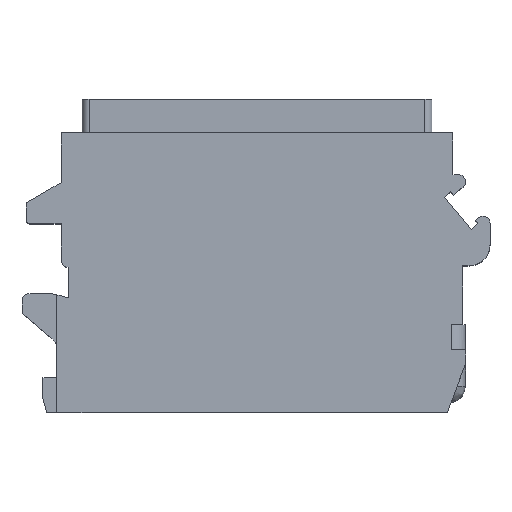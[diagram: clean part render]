
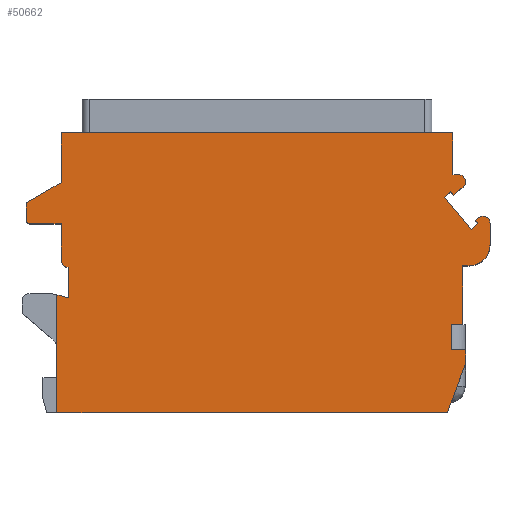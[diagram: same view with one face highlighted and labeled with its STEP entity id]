
A CAD part, top view. The second image highlights one B-rep face of the part: STEP entity #50662.
In plain terms, the highlighted planar face has unit normal (0, 0, 1).
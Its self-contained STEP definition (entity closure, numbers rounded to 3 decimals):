
#3435=CARTESIAN_POINT('',(15.15,12.,14.));
#3436=DIRECTION('',(0.,0.,1.));
#3437=DIRECTION('',(0.,-1.,0.));
#3438=AXIS2_PLACEMENT_3D('',#3435,#3436,#3437);
#3440=DIRECTION('',(-1.,0.,0.));
#3441=VECTOR('',#3440,0.45);
#3442=CARTESIAN_POINT('',(15.15,10.5,14.));
#3443=LINE('',#3442,#3441);
#3444=DIRECTION('',(0.,-1.,0.));
#3445=VECTOR('',#3444,4.2);
#3446=CARTESIAN_POINT('',(14.7,10.5,14.));
#3447=LINE('',#3446,#3445);
#3448=DIRECTION('',(-1.,0.,0.));
#3449=VECTOR('',#3448,0.8);
#3450=CARTESIAN_POINT('',(14.7,6.3,14.));
#3451=LINE('',#3450,#3449);
#3452=DIRECTION('',(0.,-1.,0.));
#3453=VECTOR('',#3452,1.8);
#3454=CARTESIAN_POINT('',(13.9,6.3,14.));
#3455=LINE('',#3454,#3453);
#3456=DIRECTION('',(1.,0.,0.));
#3457=VECTOR('',#3456,1.);
#3458=CARTESIAN_POINT('',(13.9,4.5,14.));
#3459=LINE('',#3458,#3457);
#3460=DIRECTION('',(0.,-1.,0.));
#3461=VECTOR('',#3460,1.);
#3462=CARTESIAN_POINT('',(14.9,4.5,14.));
#3463=LINE('',#3462,#3461);
#3464=DIRECTION('',(-0.348,-0.937,0.));
#3465=VECTOR('',#3464,3.734);
#3466=CARTESIAN_POINT('',(14.9,3.5,14.));
#3467=LINE('',#3466,#3465);
#3468=DIRECTION('',(1.,0.,0.));
#3469=VECTOR('',#3468,27.9);
#3470=CARTESIAN_POINT('',(-14.3,0.,14.));
#3471=LINE('',#3470,#3469);
#3472=DIRECTION('',(0.966,-0.259,0.));
#3473=VECTOR('',#3472,0.828);
#3474=CARTESIAN_POINT('',(-14.3,8.419,14.));
#3475=LINE('',#3474,#3473);
#3476=DIRECTION('',(0.,1.,0.));
#3477=VECTOR('',#3476,2.196);
#3478=CARTESIAN_POINT('',(-13.5,8.204,14.));
#3479=LINE('',#3478,#3477);
#3480=DIRECTION('',(0.,1.,0.));
#3481=VECTOR('',#3480,2.6);
#3482=CARTESIAN_POINT('',(-14.,10.9,14.));
#3483=LINE('',#3482,#3481);
#3484=DIRECTION('',(-1.,0.,0.));
#3485=VECTOR('',#3484,2.2);
#3486=CARTESIAN_POINT('',(-14.,13.5,14.));
#3487=LINE('',#3486,#3485);
#3488=DIRECTION('',(0.,1.,0.));
#3489=VECTOR('',#3488,1.2);
#3490=CARTESIAN_POINT('',(-16.5,13.8,14.));
#3491=LINE('',#3490,#3489);
#3492=DIRECTION('',(0.866,0.5,0.));
#3493=VECTOR('',#3492,2.887);
#3494=CARTESIAN_POINT('',(-16.5,15.,14.));
#3495=LINE('',#3494,#3493);
#3496=DIRECTION('',(0.,-1.,0.));
#3497=VECTOR('',#3496,3.557);
#3498=CARTESIAN_POINT('',(-14.,20.,14.));
#3499=LINE('',#3498,#3497);
#3500=DIRECTION('',(-1.,0.,0.));
#3501=VECTOR('',#3500,28.);
#3502=CARTESIAN_POINT('',(14.,20.,14.));
#3503=LINE('',#3502,#3501);
#3504=DIRECTION('',(0.,-1.,0.));
#3505=VECTOR('',#3504,3.);
#3506=CARTESIAN_POINT('',(14.,20.,14.));
#3507=LINE('',#3506,#3505);
#3508=DIRECTION('',(1.,0.,0.));
#3509=VECTOR('',#3508,0.4);
#3510=CARTESIAN_POINT('',(14.,17.,14.));
#3511=LINE('',#3510,#3509);
#3512=CARTESIAN_POINT('',(14.4,16.5,14.));
#3513=DIRECTION('',(0.,0.,1.));
#3514=DIRECTION('',(0.643,-0.766,0.));
#3515=AXIS2_PLACEMENT_3D('',#3512,#3513,#3514);
#3517=DIRECTION('',(-0.766,-0.643,0.));
#3518=VECTOR('',#3517,0.873);
#3519=CARTESIAN_POINT('',(14.721,16.117,14.));
#3520=LINE('',#3519,#3518);
#3521=DIRECTION('',(-0.643,0.766,0.));
#3522=VECTOR('',#3521,0.3);
#3523=CARTESIAN_POINT('',(14.052,15.556,14.));
#3524=LINE('',#3523,#3522);
#3525=DIRECTION('',(-0.766,-0.643,0.));
#3526=VECTOR('',#3525,0.6);
#3527=CARTESIAN_POINT('',(13.86,15.786,14.));
#3528=LINE('',#3527,#3526);
#3529=DIRECTION('',(0.643,-0.766,0.));
#3530=VECTOR('',#3529,3.);
#3531=CARTESIAN_POINT('',(13.4,15.4,14.));
#3532=LINE('',#3531,#3530);
#3533=DIRECTION('',(0.766,0.643,0.));
#3534=VECTOR('',#3533,0.6);
#3535=CARTESIAN_POINT('',(15.328,13.102,14.));
#3536=LINE('',#3535,#3534);
#3537=DIRECTION('',(-0.643,0.766,0.));
#3538=VECTOR('',#3537,0.3);
#3539=CARTESIAN_POINT('',(15.788,13.488,14.));
#3540=LINE('',#3539,#3538);
#3541=DIRECTION('',(0.766,0.643,0.));
#3542=VECTOR('',#3541,0.305);
#3543=CARTESIAN_POINT('',(15.595,13.717,14.));
#3544=LINE('',#3543,#3542);
#3545=DIRECTION('',(0.,1.,0.));
#3546=VECTOR('',#3545,1.53);
#3547=CARTESIAN_POINT('',(16.65,12.,14.));
#3548=LINE('',#3547,#3546);
#3732=DIRECTION('',(0.,-1.,0.));
#3733=VECTOR('',#3732,8.419);
#3734=CARTESIAN_POINT('',(-14.3,8.419,14.));
#3735=LINE('',#3734,#3733);
#3830=CARTESIAN_POINT('',(-13.5,10.9,14.));
#3831=DIRECTION('',(0.,0.,1.));
#3832=DIRECTION('',(-1.,0.,0.));
#3833=AXIS2_PLACEMENT_3D('',#3830,#3831,#3832);
#3852=CARTESIAN_POINT('',(-16.2,13.8,14.));
#3853=DIRECTION('',(0.,0.,1.));
#3854=DIRECTION('',(-1.,0.,0.));
#3855=AXIS2_PLACEMENT_3D('',#3852,#3853,#3854);
#3986=CARTESIAN_POINT('',(16.15,13.53,14.));
#3987=DIRECTION('',(0.,0.,1.));
#3988=DIRECTION('',(1.,0.,0.));
#3989=AXIS2_PLACEMENT_3D('',#3986,#3987,#3988);
#37835=CARTESIAN_POINT('',(-16.5,15.,14.));
#37836=CARTESIAN_POINT('',(-14.,16.443,14.));
#37837=VERTEX_POINT('',#37835);
#37838=VERTEX_POINT('',#37836);
#37839=CARTESIAN_POINT('',(-14.,20.,14.));
#37840=VERTEX_POINT('',#37839);
#37841=CARTESIAN_POINT('',(-13.5,8.204,14.));
#37843=VERTEX_POINT('',#37841);
#37845=CARTESIAN_POINT('',(-14.,13.5,14.));
#37847=VERTEX_POINT('',#37845);
#37850=CARTESIAN_POINT('',(-16.5,13.8,14.));
#37852=VERTEX_POINT('',#37850);
#37853=CARTESIAN_POINT('',(-16.2,13.5,14.));
#37854=VERTEX_POINT('',#37853);
#37858=CARTESIAN_POINT('',(-14.,10.9,14.));
#37860=VERTEX_POINT('',#37858);
#37861=CARTESIAN_POINT('',(-13.5,10.4,14.));
#37862=VERTEX_POINT('',#37861);
#37870=CARTESIAN_POINT('',(-14.3,0.,14.));
#37872=VERTEX_POINT('',#37870);
#37898=CARTESIAN_POINT('',(-14.3,8.419,14.));
#37900=VERTEX_POINT('',#37898);
#37945=CARTESIAN_POINT('',(14.,17.,14.));
#37946=CARTESIAN_POINT('',(14.4,17.,14.));
#37947=VERTEX_POINT('',#37945);
#37948=VERTEX_POINT('',#37946);
#37949=CARTESIAN_POINT('',(14.721,16.117,14.));
#37950=VERTEX_POINT('',#37949);
#37951=CARTESIAN_POINT('',(14.052,15.556,14.));
#37952=VERTEX_POINT('',#37951);
#37953=CARTESIAN_POINT('',(13.86,15.786,14.));
#37954=VERTEX_POINT('',#37953);
#37955=CARTESIAN_POINT('',(13.4,15.4,14.));
#37956=VERTEX_POINT('',#37955);
#37957=CARTESIAN_POINT('',(15.328,13.102,14.));
#37958=VERTEX_POINT('',#37957);
#37959=CARTESIAN_POINT('',(15.788,13.488,14.));
#37960=VERTEX_POINT('',#37959);
#37961=CARTESIAN_POINT('',(15.595,13.717,14.));
#37962=VERTEX_POINT('',#37961);
#37963=CARTESIAN_POINT('',(14.,20.,14.));
#37964=VERTEX_POINT('',#37963);
#37965=CARTESIAN_POINT('',(14.9,3.5,14.));
#37966=CARTESIAN_POINT('',(13.6,0.,14.));
#37967=VERTEX_POINT('',#37965);
#37968=VERTEX_POINT('',#37966);
#37969=CARTESIAN_POINT('',(14.7,10.5,14.));
#37971=VERTEX_POINT('',#37969);
#37974=CARTESIAN_POINT('',(16.65,13.53,14.));
#37976=VERTEX_POINT('',#37974);
#37977=CARTESIAN_POINT('',(15.829,13.913,14.));
#37978=VERTEX_POINT('',#37977);
#37992=CARTESIAN_POINT('',(14.7,6.3,14.));
#37993=CARTESIAN_POINT('',(13.9,6.3,14.));
#37994=VERTEX_POINT('',#37992);
#37995=VERTEX_POINT('',#37993);
#37996=CARTESIAN_POINT('',(13.9,4.5,14.));
#37997=VERTEX_POINT('',#37996);
#37998=CARTESIAN_POINT('',(14.9,4.5,14.));
#37999=VERTEX_POINT('',#37998);
#38014=CARTESIAN_POINT('',(16.65,12.,14.));
#38016=VERTEX_POINT('',#38014);
#38020=CARTESIAN_POINT('',(15.15,10.5,14.));
#38021=VERTEX_POINT('',#38020);
#50595=CARTESIAN_POINT('',(0.,0.,14.));
#50596=DIRECTION('',(0.,0.,1.));
#50597=DIRECTION('',(1.,0.,0.));
#50598=AXIS2_PLACEMENT_3D('',#50595,#50596,#50597);
#50599=PLANE('',#50598);
#50600=ORIENTED_EDGE('',*,*,#50576,.F.);
#50602=ORIENTED_EDGE('',*,*,#50601,.T.);
#50604=ORIENTED_EDGE('',*,*,#50603,.T.);
#50606=ORIENTED_EDGE('',*,*,#50605,.T.);
#50608=ORIENTED_EDGE('',*,*,#50607,.T.);
#50610=ORIENTED_EDGE('',*,*,#50609,.T.);
#50612=ORIENTED_EDGE('',*,*,#50611,.T.);
#50614=ORIENTED_EDGE('',*,*,#50613,.T.);
#50616=ORIENTED_EDGE('',*,*,#50615,.F.);
#50618=ORIENTED_EDGE('',*,*,#50617,.F.);
#50620=ORIENTED_EDGE('',*,*,#50619,.T.);
#50622=ORIENTED_EDGE('',*,*,#50621,.T.);
#50624=ORIENTED_EDGE('',*,*,#50623,.F.);
#50626=ORIENTED_EDGE('',*,*,#50625,.T.);
#50628=ORIENTED_EDGE('',*,*,#50627,.T.);
#50630=ORIENTED_EDGE('',*,*,#50629,.F.);
#50632=ORIENTED_EDGE('',*,*,#50631,.T.);
#50634=ORIENTED_EDGE('',*,*,#50633,.T.);
#50636=ORIENTED_EDGE('',*,*,#50635,.F.);
#50637=ORIENTED_EDGE('',*,*,#50455,.F.);
#50638=ORIENTED_EDGE('',*,*,#50490,.T.);
#50640=ORIENTED_EDGE('',*,*,#50639,.T.);
#50642=ORIENTED_EDGE('',*,*,#50641,.F.);
#50644=ORIENTED_EDGE('',*,*,#50643,.T.);
#50646=ORIENTED_EDGE('',*,*,#50645,.T.);
#50648=ORIENTED_EDGE('',*,*,#50647,.T.);
#50650=ORIENTED_EDGE('',*,*,#50649,.T.);
#50652=ORIENTED_EDGE('',*,*,#50651,.T.);
#50654=ORIENTED_EDGE('',*,*,#50653,.T.);
#50656=ORIENTED_EDGE('',*,*,#50655,.T.);
#50658=ORIENTED_EDGE('',*,*,#50657,.F.);
#50659=ORIENTED_EDGE('',*,*,#50587,.F.);
#50660=EDGE_LOOP('',(#50600,#50602,#50604,#50606,#50608,#50610,#50612,#50614,
#50616,#50618,#50620,#50622,#50624,#50626,#50628,#50630,#50632,#50634,#50636,
#50637,#50638,#50640,#50642,#50644,#50646,#50648,#50650,#50652,#50654,#50656,
#50658,#50659));
#50661=FACE_OUTER_BOUND('',#50660,.F.);
#50662=ADVANCED_FACE('',(#50661),#50599,.T.);
#3439=CIRCLE('',#3438,1.5);
#3516=CIRCLE('',#3515,0.5);
#3834=CIRCLE('',#3833,0.5);
#3856=CIRCLE('',#3855,0.3);
#3990=CIRCLE('',#3989,0.5);
#50455=EDGE_CURVE('',#37964,#37840,#3503,.T.);
#50490=EDGE_CURVE('',#37964,#37947,#3507,.T.);
#50576=EDGE_CURVE('',#38021,#38016,#3439,.T.);
#50587=EDGE_CURVE('',#38016,#37976,#3548,.T.);
#50601=EDGE_CURVE('',#38021,#37971,#3443,.T.);
#50603=EDGE_CURVE('',#37971,#37994,#3447,.T.);
#50605=EDGE_CURVE('',#37994,#37995,#3451,.T.);
#50607=EDGE_CURVE('',#37995,#37997,#3455,.T.);
#50609=EDGE_CURVE('',#37997,#37999,#3459,.T.);
#50611=EDGE_CURVE('',#37999,#37967,#3463,.T.);
#50613=EDGE_CURVE('',#37967,#37968,#3467,.T.);
#50615=EDGE_CURVE('',#37872,#37968,#3471,.T.);
#50617=EDGE_CURVE('',#37900,#37872,#3735,.T.);
#50619=EDGE_CURVE('',#37900,#37843,#3475,.T.);
#50621=EDGE_CURVE('',#37843,#37862,#3479,.T.);
#50623=EDGE_CURVE('',#37860,#37862,#3834,.T.);
#50625=EDGE_CURVE('',#37860,#37847,#3483,.T.);
#50627=EDGE_CURVE('',#37847,#37854,#3487,.T.);
#50629=EDGE_CURVE('',#37852,#37854,#3856,.T.);
#50631=EDGE_CURVE('',#37852,#37837,#3491,.T.);
#50633=EDGE_CURVE('',#37837,#37838,#3495,.T.);
#50635=EDGE_CURVE('',#37840,#37838,#3499,.T.);
#50639=EDGE_CURVE('',#37947,#37948,#3511,.T.);
#50641=EDGE_CURVE('',#37950,#37948,#3516,.T.);
#50643=EDGE_CURVE('',#37950,#37952,#3520,.T.);
#50645=EDGE_CURVE('',#37952,#37954,#3524,.T.);
#50647=EDGE_CURVE('',#37954,#37956,#3528,.T.);
#50649=EDGE_CURVE('',#37956,#37958,#3532,.T.);
#50651=EDGE_CURVE('',#37958,#37960,#3536,.T.);
#50653=EDGE_CURVE('',#37960,#37962,#3540,.T.);
#50655=EDGE_CURVE('',#37962,#37978,#3544,.T.);
#50657=EDGE_CURVE('',#37976,#37978,#3990,.T.);
